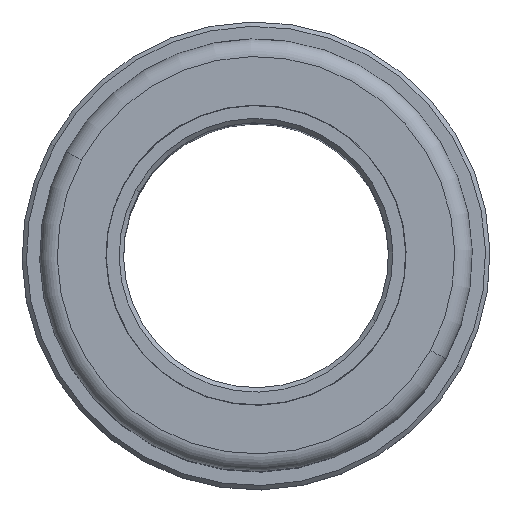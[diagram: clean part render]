
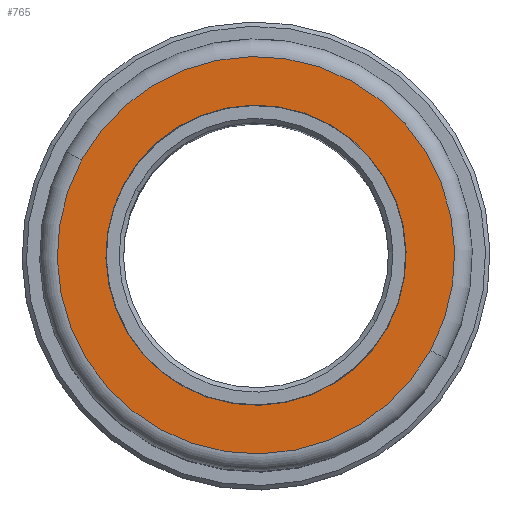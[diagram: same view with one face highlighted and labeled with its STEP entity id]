
A CAD part, top view. The second image highlights one B-rep face of the part: STEP entity #765.
In plain terms, the highlighted planar face has unit normal (0, 0, 1).
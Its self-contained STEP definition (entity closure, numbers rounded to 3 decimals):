
#152=CARTESIAN_POINT('Axis2P3D Location',(0.,0.,53.)) ;
#156=CARTESIAN_POINT('Vertex',(-14.919,8.15,53.)) ;
#158=CARTESIAN_POINT('Vertex',(14.919,-8.15,53.)) ;
#208=CARTESIAN_POINT('Axis2P3D Location',(0.,0.,53.)) ;
#708=CARTESIAN_POINT('Vertex',(19.746,-10.787,53.)) ;
#711=CARTESIAN_POINT('Axis2P3D Location',(0.,0.,53.)) ;
#715=CARTESIAN_POINT('Vertex',(-19.746,10.787,53.)) ;
#735=CARTESIAN_POINT('Axis2P3D Location',(0.,0.,53.)) ;
#752=CARTESIAN_POINT('Axis2P3D Location',(-17.,0.,53.)) ;
#153=DIRECTION('Axis2P3D Direction',(0.,0.,-1.)) ;
#209=DIRECTION('Axis2P3D Direction',(0.,0.,-1.)) ;
#712=DIRECTION('Axis2P3D Direction',(0.,0.,-1.)) ;
#736=DIRECTION('Axis2P3D Direction',(-0.,0.,-1.)) ;
#753=DIRECTION('Axis2P3D Direction',(0.,0.,-1.)) ;
#754=DIRECTION('Axis2P3D XDirection',(1.,0.,0.)) ;
#154=AXIS2_PLACEMENT_3D('Circle Axis2P3D',#152,#153,$) ;
#210=AXIS2_PLACEMENT_3D('Circle Axis2P3D',#208,#209,$) ;
#713=AXIS2_PLACEMENT_3D('Circle Axis2P3D',#711,#712,$) ;
#737=AXIS2_PLACEMENT_3D('Circle Axis2P3D',#735,#736,$) ;
#755=AXIS2_PLACEMENT_3D('Plane Axis2P3D',#752,#753,#754) ;
#758=ORIENTED_EDGE('',*,*,#739,.F.) ;
#759=ORIENTED_EDGE('',*,*,#717,.F.) ;
#762=ORIENTED_EDGE('',*,*,#212,.T.) ;
#763=ORIENTED_EDGE('',*,*,#160,.T.) ;
#764=FACE_BOUND('',#761,.T.) ;
#765=ADVANCED_FACE('PartBody',(#760,#764),#756,.F.) ;
#155=CIRCLE('generated circle',#154,17.) ;
#211=CIRCLE('generated circle',#210,17.) ;
#714=CIRCLE('generated circle',#713,22.5) ;
#738=CIRCLE('generated circle',#737,22.5) ;
#160=EDGE_CURVE('',#157,#159,#155,.T.) ;
#212=EDGE_CURVE('',#159,#157,#211,.T.) ;
#717=EDGE_CURVE('',#709,#716,#714,.T.) ;
#739=EDGE_CURVE('',#716,#709,#738,.T.) ;
#757=EDGE_LOOP('',(#758,#759)) ;
#761=EDGE_LOOP('',(#762,#763)) ;
#760=FACE_OUTER_BOUND('',#757,.T.) ;
#756=PLANE('Plane',#755) ;
#157=VERTEX_POINT('',#156) ;
#159=VERTEX_POINT('',#158) ;
#709=VERTEX_POINT('',#708) ;
#716=VERTEX_POINT('',#715) ;
